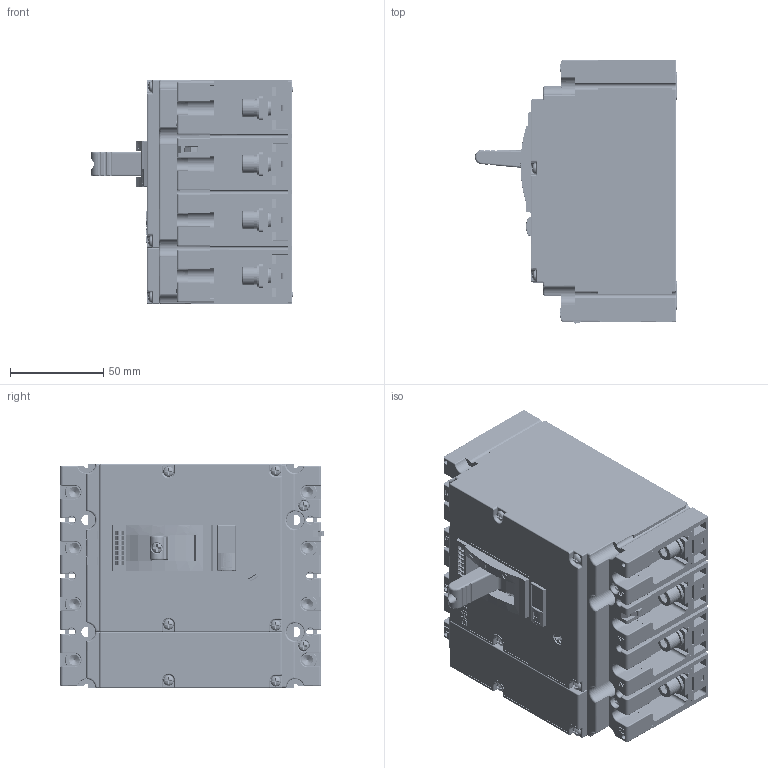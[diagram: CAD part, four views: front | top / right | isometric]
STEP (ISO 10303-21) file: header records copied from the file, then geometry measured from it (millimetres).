
FILE_DESCRIPTION((''),'2;1');
FILE_NAME('2ZTD-259-488-1-53_ASM','2020-06-04T18:27:53',('lzzhou'),(''),'CREO PARAMETRIC BY PTC INC, 2018020','CREO PARAMETRIC BY PTC INC, 2018020','');
FILE_SCHEMA(('CONFIG_CONTROL_DESIGN','SHAPE_APPEARANCE_LAYERS_GROUPS'));
Products named in the file (1): 2ZTD-259-488-1-53_ASM
Bounding box: 108.41 x 141.23 x 120 mm (x, y, z)
Volume: 746477 mm3; surface area: 241755.5 mm2
Topology: 5 solids, 81 shells, 8083 faces, 22997 edges, 14938 vertices
Faces by surface type: plane 5655, cylinder 1788, torus 266, cone 192, sphere 85, extrusion 67, bspline 30
Entity records: 299793 total; most frequent: CARTESIAN_POINT 55135, ORIENTED_EDGE 45584, DIRECTION 42293, EDGE_CURVE 22900, VECTOR 17071, LINE 17004, VERTEX_POINT 14942, AXIS2_PLACEMENT_3D 12611
